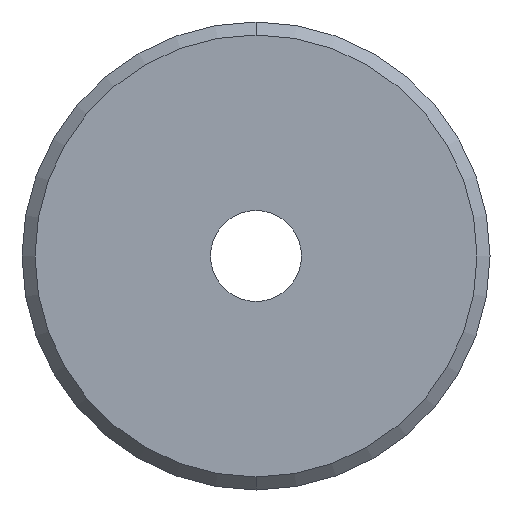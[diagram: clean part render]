
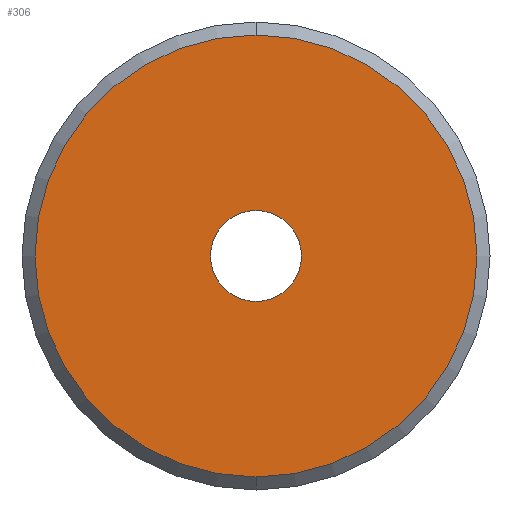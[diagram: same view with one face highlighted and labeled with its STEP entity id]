
A CAD part, front view. The second image highlights one B-rep face of the part: STEP entity #306.
In plain terms, the highlighted planar face has unit normal (0, -1, 0).
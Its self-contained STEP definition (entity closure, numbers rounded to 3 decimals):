
#5 = FACE_BOUND ( 'NONE', #49, .T. ) ;
#12 = EDGE_CURVE ( 'NONE', #145, #305, #388, .T. ) ;
#15 = AXIS2_PLACEMENT_3D ( 'NONE', #127, #452, #380 ) ;
#25 = DIRECTION ( 'NONE',  ( 0., 0., -1. ) ) ;
#36 = DIRECTION ( 'NONE',  ( 0., -1., 0. ) ) ;
#49 = EDGE_LOOP ( 'NONE', ( #105, #112 ) ) ;
#58 = CARTESIAN_POINT ( 'NONE',  ( 0., 0., 1.75 ) ) ;
#59 = CARTESIAN_POINT ( 'NONE',  ( 0., 0., 0. ) ) ;
#81 = ORIENTED_EDGE ( 'NONE', *, *, #352, .T. ) ;
#97 = CIRCLE ( 'NONE', #384, 1.75 ) ;
#102 = EDGE_LOOP ( 'NONE', ( #81, #191 ) ) ;
#105 = ORIENTED_EDGE ( 'NONE', *, *, #401, .F. ) ;
#112 = ORIENTED_EDGE ( 'NONE', *, *, #12, .F. ) ;
#113 = CARTESIAN_POINT ( 'NONE',  ( 0., 0., -1.75 ) ) ;
#114 = CIRCLE ( 'NONE', #272, 8.5 ) ;
#127 = CARTESIAN_POINT ( 'NONE',  ( 0., 0., 0. ) ) ;
#145 = VERTEX_POINT ( 'NONE', #58 ) ;
#167 = DIRECTION ( 'NONE',  ( 0., -1., 0. ) ) ;
#183 = CARTESIAN_POINT ( 'NONE',  ( 9., 0., 0. ) ) ;
#191 = ORIENTED_EDGE ( 'NONE', *, *, #270, .T. ) ;
#192 = CARTESIAN_POINT ( 'NONE',  ( 0., 0., -8.5 ) ) ;
#227 = PLANE ( 'NONE',  #468 ) ;
#236 = VERTEX_POINT ( 'NONE', #340 ) ;
#254 = VERTEX_POINT ( 'NONE', #192 ) ;
#267 = CARTESIAN_POINT ( 'NONE',  ( 0., 0., 0. ) ) ;
#270 = EDGE_CURVE ( 'NONE', #254, #236, #371, .T. ) ;
#272 = AXIS2_PLACEMENT_3D ( 'NONE', #408, #370, #443 ) ;
#296 = DIRECTION ( 'NONE',  ( 0., 0., -1. ) ) ;
#298 = DIRECTION ( 'NONE',  ( 0., 0., -1. ) ) ;
#305 = VERTEX_POINT ( 'NONE', #113 ) ;
#306 = ADVANCED_FACE ( 'NONE', ( #441, #5 ), #227, .T. ) ;
#334 = DIRECTION ( 'NONE',  ( 0., -1., 0. ) ) ;
#340 = CARTESIAN_POINT ( 'NONE',  ( 0., 0., 8.5 ) ) ;
#352 = EDGE_CURVE ( 'NONE', #236, #254, #114, .T. ) ;
#370 = DIRECTION ( 'NONE',  ( 0., -1., 0. ) ) ;
#371 = CIRCLE ( 'NONE', #464, 8.5 ) ;
#380 = DIRECTION ( 'NONE',  ( 0., 0., -1. ) ) ;
#384 = AXIS2_PLACEMENT_3D ( 'NONE', #59, #167, #25 ) ;
#388 = CIRCLE ( 'NONE', #15, 1.75 ) ;
#401 = EDGE_CURVE ( 'NONE', #305, #145, #97, .T. ) ;
#408 = CARTESIAN_POINT ( 'NONE',  ( 0., 0., 0. ) ) ;
#441 = FACE_OUTER_BOUND ( 'NONE', #102, .T. ) ;
#443 = DIRECTION ( 'NONE',  ( 0., 0., -1. ) ) ;
#452 = DIRECTION ( 'NONE',  ( 0., -1., 0. ) ) ;
#464 = AXIS2_PLACEMENT_3D ( 'NONE', #267, #36, #296 ) ;
#468 = AXIS2_PLACEMENT_3D ( 'NONE', #183, #334, #298 ) ;
